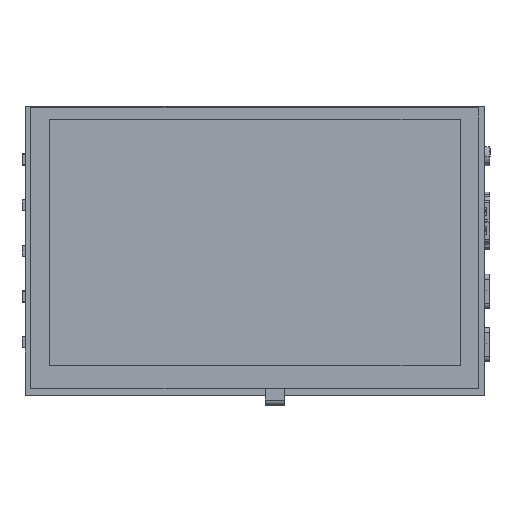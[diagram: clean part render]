
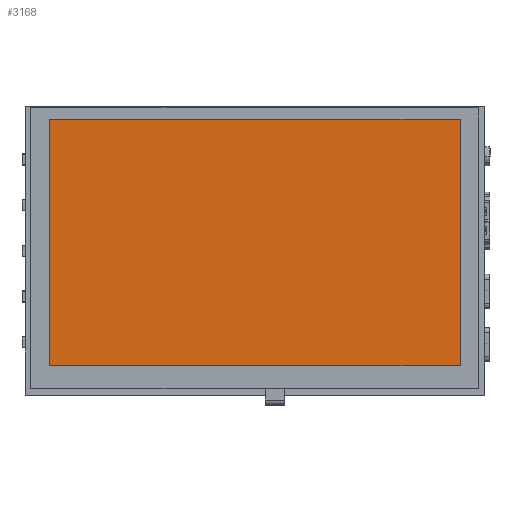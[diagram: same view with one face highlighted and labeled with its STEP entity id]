
A CAD part, top view. The second image highlights one B-rep face of the part: STEP entity #3168.
In plain terms, the highlighted planar face has unit normal (0, 0, 1).
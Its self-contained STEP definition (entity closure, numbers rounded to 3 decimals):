
#2705=DIRECTION('',(1.,0.,0.));
#2706=VECTOR('',#2705,108.);
#2707=CARTESIAN_POINT('',(-54.,32.4,3.95));
#2708=LINE('',#2707,#2706);
#2719=DIRECTION('',(0.,-1.,0.));
#2720=VECTOR('',#2719,64.8);
#2721=CARTESIAN_POINT('',(54.,32.4,3.95));
#2722=LINE('',#2721,#2720);
#2733=DIRECTION('',(-1.,0.,0.));
#2734=VECTOR('',#2733,108.);
#2735=CARTESIAN_POINT('',(54.,-32.4,3.95));
#2736=LINE('',#2735,#2734);
#2747=DIRECTION('',(0.,1.,0.));
#2748=VECTOR('',#2747,64.8);
#2749=CARTESIAN_POINT('',(-54.,-32.4,3.95));
#2750=LINE('',#2749,#2748);
#2785=CARTESIAN_POINT('',(-54.,32.4,3.95));
#2786=CARTESIAN_POINT('',(54.,32.4,3.95));
#2787=VERTEX_POINT('',#2785);
#2788=VERTEX_POINT('',#2786);
#2789=CARTESIAN_POINT('',(54.,-32.4,3.95));
#2790=VERTEX_POINT('',#2789);
#2791=CARTESIAN_POINT('',(-54.,-32.4,3.95));
#2792=VERTEX_POINT('',#2791);
#3154=CARTESIAN_POINT('',(0.,0.,3.95));
#3155=DIRECTION('',(0.,0.,1.));
#3156=DIRECTION('',(1.,0.,0.));
#3157=AXIS2_PLACEMENT_3D('',#3154,#3155,#3156);
#3158=PLANE('',#3157);
#3159=ORIENTED_EDGE('',*,*,#3144,.T.);
#3161=ORIENTED_EDGE('',*,*,#3160,.T.);
#3163=ORIENTED_EDGE('',*,*,#3162,.T.);
#3165=ORIENTED_EDGE('',*,*,#3164,.T.);
#3166=EDGE_LOOP('',(#3159,#3161,#3163,#3165));
#3167=FACE_OUTER_BOUND('',#3166,.F.);
#3168=ADVANCED_FACE('',(#3167),#3158,.T.);
#3144=EDGE_CURVE('',#2787,#2788,#2708,.T.);
#3160=EDGE_CURVE('',#2788,#2790,#2722,.T.);
#3162=EDGE_CURVE('',#2790,#2792,#2736,.T.);
#3164=EDGE_CURVE('',#2792,#2787,#2750,.T.);
